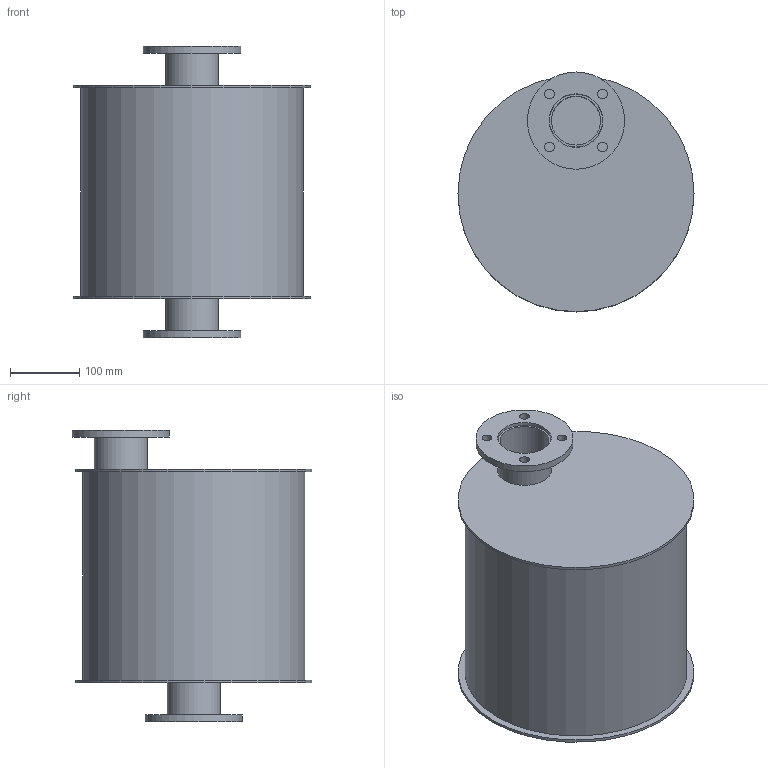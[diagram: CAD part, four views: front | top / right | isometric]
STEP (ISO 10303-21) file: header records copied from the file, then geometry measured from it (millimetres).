
FILE_DESCRIPTION(/* description */ (''),/* implementation_level */ '2;1');
FILE_NAME(/* name */ 'DAD 02-5.stp',/* time_stamp */ '2015-01-21T14:38:14+01:00',/* author */ ('Tekenkamer'),/* organization */ (''),/* preprocessor_version */ 'ST-DEVELOPER v15.6',/* originating_system */ 'Autodesk Inventor 2015',/* authorisation */ '');
FILE_SCHEMA (('AUTOMOTIVE_DESIGN { 1 0 10303 214 3 1 1 }'));
Length unit declared in the file: millimetre
Products named in the file (1): MAAT3D
Bounding box: 340 x 345 x 420 mm (x, y, z)
Volume: 1997885.9 mm3; surface area: 1371322.1 mm2
Topology: 9 solids, 9 shells, 44 faces, 78 edges, 52 vertices
Faces by surface type: cylinder 26, plane 18
Full cylindrical faces by diameter (mm): 14 x8, 70.5 x4, 76.3 x4, 77 x2, 78.3 x2, 140 x2, 316 x1, 320 x1, 340 x2
Entity records: 1055 total; most frequent: DIRECTION 194, CARTESIAN_POINT 149, EDGE_LOOP 104, ORIENTED_EDGE 104, AXIS2_PLACEMENT_3D 97, FACE_BOUND 60, CIRCLE 52, VERTEX_POINT 52
